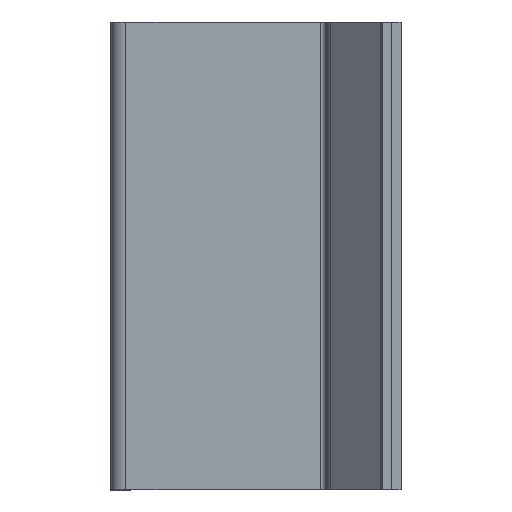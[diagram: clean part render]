
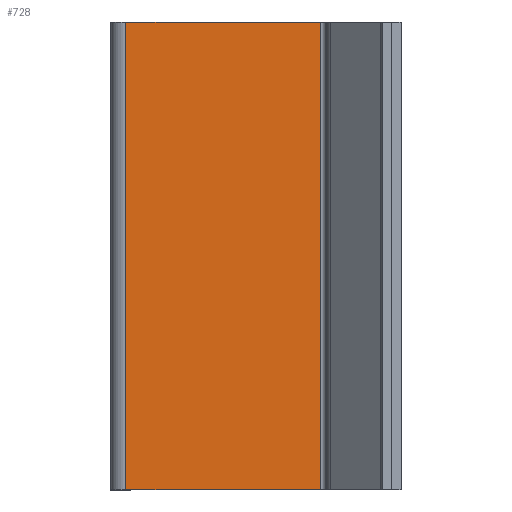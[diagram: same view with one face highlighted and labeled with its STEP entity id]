
A CAD part, left-side view. The second image highlights one B-rep face of the part: STEP entity #728.
In plain terms, the highlighted planar face has unit normal (-1, 0, 0).
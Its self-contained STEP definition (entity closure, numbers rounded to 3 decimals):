
#115 = ORIENTED_EDGE ( 'NONE', *, *, #1797, .F. ) ;
#148 = VERTEX_POINT ( 'NONE', #1594 ) ;
#159 = VERTEX_POINT ( 'NONE', #1438 ) ;
#258 = VECTOR ( 'NONE', #1689, 1000. ) ;
#291 = PLANE ( 'NONE',  #980 ) ;
#310 = LINE ( 'NONE', #1191, #1942 ) ;
#318 = EDGE_CURVE ( 'NONE', #159, #813, #310, .T. ) ;
#438 = ORIENTED_EDGE ( 'NONE', *, *, #866, .F. ) ;
#463 = CARTESIAN_POINT ( 'NONE',  ( -96.5, 29., 50. ) ) ;
#471 = DIRECTION ( 'NONE',  ( 0., 0., 1. ) ) ;
#614 = CARTESIAN_POINT ( 'NONE',  ( -96.5, 29., 50. ) ) ;
#643 = CARTESIAN_POINT ( 'NONE',  ( -96.5, 28.4, 50. ) ) ;
#670 = CARTESIAN_POINT ( 'NONE',  ( -96.5, 28.4, 0. ) ) ;
#728 = ADVANCED_FACE ( 'NONE', ( #1509 ), #291, .T. ) ;
#813 = VERTEX_POINT ( 'NONE', #1904 ) ;
#866 = EDGE_CURVE ( 'NONE', #148, #159, #1169, .T. ) ;
#947 = VERTEX_POINT ( 'NONE', #670 ) ;
#980 = AXIS2_PLACEMENT_3D ( 'NONE', #463, #1396, #471 ) ;
#1070 = DIRECTION ( 'NONE',  ( 0., -1., 0. ) ) ;
#1092 = ORIENTED_EDGE ( 'NONE', *, *, #2006, .F. ) ;
#1126 = DIRECTION ( 'NONE',  ( 0., 0., -1. ) ) ;
#1169 = LINE ( 'NONE', #614, #1673 ) ;
#1171 = CARTESIAN_POINT ( 'NONE',  ( -96.5, 29., 0. ) ) ;
#1191 = CARTESIAN_POINT ( 'NONE',  ( -96.5, 7.6, 0. ) ) ;
#1251 = EDGE_LOOP ( 'NONE', ( #1586, #438, #1092, #115 ) ) ;
#1295 = VECTOR ( 'NONE', #1893, 1000. ) ;
#1396 = DIRECTION ( 'NONE',  ( -1., 0., 0. ) ) ;
#1420 = LINE ( 'NONE', #643, #258 ) ;
#1438 = CARTESIAN_POINT ( 'NONE',  ( -96.5, 7.6, 50. ) ) ;
#1509 = FACE_OUTER_BOUND ( 'NONE', #1251, .T. ) ;
#1586 = ORIENTED_EDGE ( 'NONE', *, *, #318, .F. ) ;
#1594 = CARTESIAN_POINT ( 'NONE',  ( -96.5, 28.4, 50. ) ) ;
#1673 = VECTOR ( 'NONE', #1070, 1000. ) ;
#1689 = DIRECTION ( 'NONE',  ( 0., 0., 1. ) ) ;
#1727 = LINE ( 'NONE', #1171, #1295 ) ;
#1797 = EDGE_CURVE ( 'NONE', #813, #947, #1727, .T. ) ;
#1893 = DIRECTION ( 'NONE',  ( 0., 1., 0. ) ) ;
#1904 = CARTESIAN_POINT ( 'NONE',  ( -96.5, 7.6, 0. ) ) ;
#1942 = VECTOR ( 'NONE', #1126, 1000. ) ;
#2006 = EDGE_CURVE ( 'NONE', #947, #148, #1420, .T. ) ;
